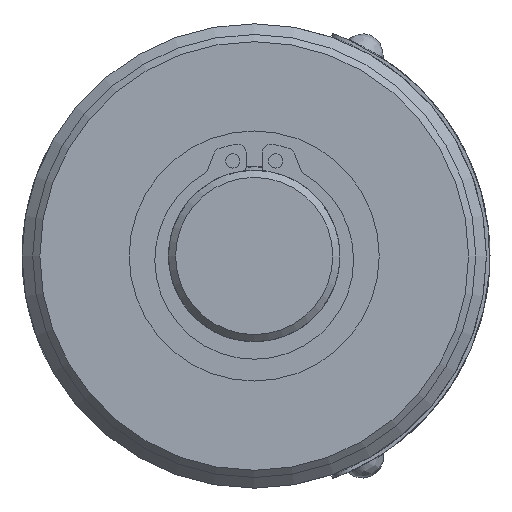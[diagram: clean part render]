
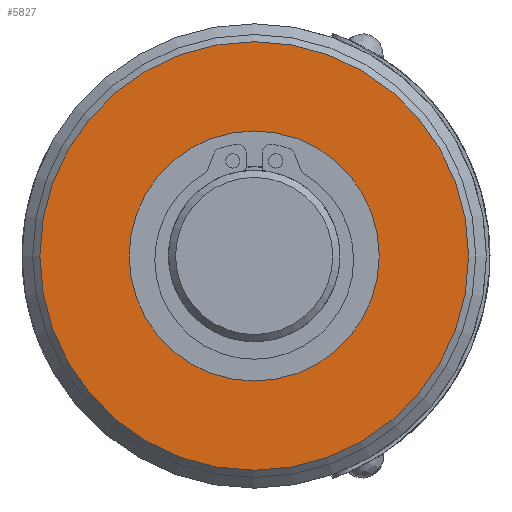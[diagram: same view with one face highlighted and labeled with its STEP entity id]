
A CAD part, left-side view. The second image highlights one B-rep face of the part: STEP entity #5827.
In plain terms, the highlighted planar face has unit normal (-1, 0, 0).
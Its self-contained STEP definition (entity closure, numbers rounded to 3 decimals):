
#677 = CIRCLE ( 'NONE', #3313, 17.5 ) ;
#1169 = EDGE_CURVE ( 'NONE', #3111, #3111, #677, .T. ) ;
#1343 = VERTEX_POINT ( 'NONE', #4810 ) ;
#1613 = DIRECTION ( 'NONE',  ( 1., 0., 0. ) ) ;
#1954 = DIRECTION ( 'NONE',  ( 0., 0., 1. ) ) ;
#2014 = CARTESIAN_POINT ( 'NONE',  ( 7.1, 0., -17.5 ) ) ;
#2346 = AXIS2_PLACEMENT_3D ( 'NONE', #6791, #1613, #2801 ) ;
#2801 = DIRECTION ( 'NONE',  ( 0., 0., -1. ) ) ;
#3111 = VERTEX_POINT ( 'NONE', #2014 ) ;
#3313 = AXIS2_PLACEMENT_3D ( 'NONE', #7221, #3837, #6283 ) ;
#3580 = FACE_OUTER_BOUND ( 'NONE', #6925, .T. ) ;
#3837 = DIRECTION ( 'NONE',  ( 1., 0., 0. ) ) ;
#4005 = ORIENTED_EDGE ( 'NONE', *, *, #5041, .F. ) ;
#4171 = ORIENTED_EDGE ( 'NONE', *, *, #1169, .T. ) ;
#4749 = PLANE ( 'NONE',  #5061 ) ;
#4810 = CARTESIAN_POINT ( 'NONE',  ( 7.1, 0., -30. ) ) ;
#5041 = EDGE_CURVE ( 'NONE', #1343, #1343, #5563, .T. ) ;
#5061 = AXIS2_PLACEMENT_3D ( 'NONE', #5868, #5968, #1954 ) ;
#5095 = FACE_BOUND ( 'NONE', #7217, .T. ) ;
#5563 = CIRCLE ( 'NONE', #2346, 30. ) ;
#5827 = ADVANCED_FACE ( 'NONE', ( #5095, #3580 ), #4749, .T. ) ;
#5868 = CARTESIAN_POINT ( 'NONE',  ( 7.1, 0., 0. ) ) ;
#5968 = DIRECTION ( 'NONE',  ( -1., 0., 0. ) ) ;
#6283 = DIRECTION ( 'NONE',  ( 0., 0., -1. ) ) ;
#6791 = CARTESIAN_POINT ( 'NONE',  ( 7.1, 0., 0. ) ) ;
#6925 = EDGE_LOOP ( 'NONE', ( #4005 ) ) ;
#7217 = EDGE_LOOP ( 'NONE', ( #4171 ) ) ;
#7221 = CARTESIAN_POINT ( 'NONE',  ( 7.1, 0., 0. ) ) ;
